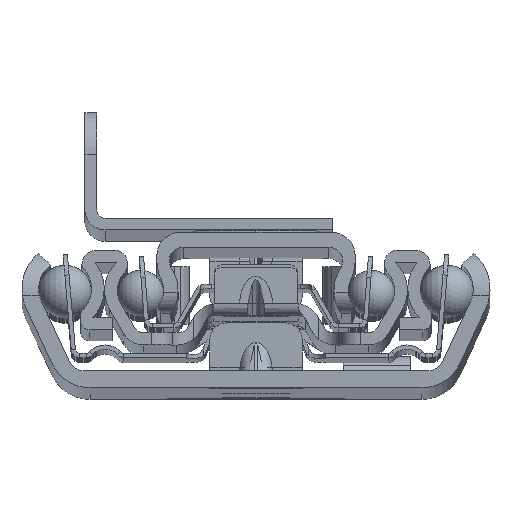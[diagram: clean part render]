
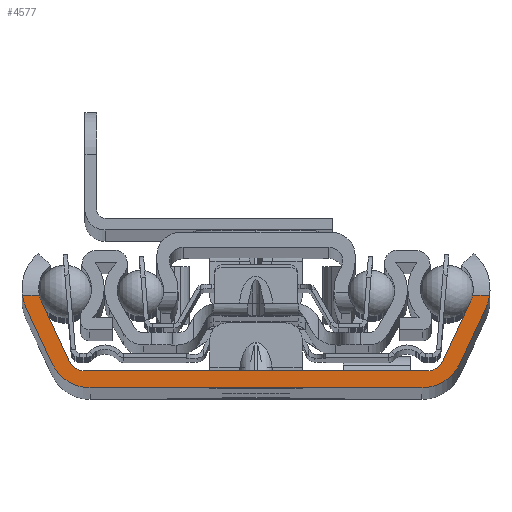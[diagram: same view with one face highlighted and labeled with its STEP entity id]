
A CAD part, top view. The second image highlights one B-rep face of the part: STEP entity #4577.
In plain terms, the highlighted planar face has unit normal (0, 0, 1).
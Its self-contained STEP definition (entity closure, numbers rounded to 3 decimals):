
#36=DIRECTION('',(1.,0.,0.));
#37=VECTOR('',#36,2.024);
#38=CARTESIAN_POINT('',(-27.841,11.,0.));
#39=LINE('',#38,#37);
#40=CARTESIAN_POINT('',(-22.41,11.8,0.));
#41=DIRECTION('',(0.,0.,-1.));
#42=DIRECTION('',(-0.906,-0.423,0.));
#43=AXIS2_PLACEMENT_3D('',#40,#41,#42);
#45=DIRECTION('',(-0.423,0.906,0.));
#46=VECTOR('',#45,7.907);
#47=CARTESIAN_POINT('',(-22.24,3.155,0.));
#48=LINE('',#47,#46);
#49=CARTESIAN_POINT('',(-20.428,4.,0.));
#50=DIRECTION('',(0.,0.,-1.));
#51=DIRECTION('',(0.,-1.,0.));
#52=AXIS2_PLACEMENT_3D('',#49,#50,#51);
#54=DIRECTION('',(-1.,0.,0.));
#55=VECTOR('',#54,40.856);
#56=CARTESIAN_POINT('',(20.428,2.,0.));
#57=LINE('',#56,#55);
#58=CARTESIAN_POINT('',(20.428,4.,0.));
#59=DIRECTION('',(0.,0.,-1.));
#60=DIRECTION('',(0.906,-0.423,0.));
#61=AXIS2_PLACEMENT_3D('',#58,#59,#60);
#63=DIRECTION('',(-0.423,-0.906,0.));
#64=VECTOR('',#63,7.907);
#65=CARTESIAN_POINT('',(25.582,10.321,0.));
#66=LINE('',#65,#64);
#67=CARTESIAN_POINT('',(22.41,11.8,0.));
#68=DIRECTION('',(0.,0.,-1.));
#69=DIRECTION('',(0.974,-0.229,0.));
#70=AXIS2_PLACEMENT_3D('',#67,#68,#69);
#72=DIRECTION('',(1.,0.,0.));
#73=VECTOR('',#72,2.024);
#74=CARTESIAN_POINT('',(25.817,11.,0.));
#75=LINE('',#74,#73);
#76=CARTESIAN_POINT('',(22.41,11.8,0.));
#77=DIRECTION('',(0.,0.,1.));
#78=DIRECTION('',(0.906,-0.423,0.));
#79=AXIS2_PLACEMENT_3D('',#76,#77,#78);
#81=DIRECTION('',(0.423,0.906,0.));
#82=VECTOR('',#81,7.274);
#83=CARTESIAN_POINT('',(24.311,2.887,0.));
#84=LINE('',#83,#82);
#85=CARTESIAN_POINT('',(19.78,5.,0.));
#86=DIRECTION('',(0.,0.,1.));
#87=DIRECTION('',(0.,-1.,0.));
#88=AXIS2_PLACEMENT_3D('',#85,#86,#87);
#90=DIRECTION('',(1.,0.,0.));
#91=VECTOR('',#90,39.56);
#92=CARTESIAN_POINT('',(-19.78,0.,0.));
#93=LINE('',#92,#91);
#94=CARTESIAN_POINT('',(-19.78,5.,0.));
#95=DIRECTION('',(0.,0.,1.));
#96=DIRECTION('',(-0.906,-0.423,0.));
#97=AXIS2_PLACEMENT_3D('',#94,#95,#96);
#99=DIRECTION('',(0.423,-0.906,0.));
#100=VECTOR('',#99,7.274);
#101=CARTESIAN_POINT('',(-27.386,9.48,0.));
#102=LINE('',#101,#100);
#103=CARTESIAN_POINT('',(-22.41,11.8,0.));
#104=DIRECTION('',(0.,0.,1.));
#105=DIRECTION('',(-0.989,-0.146,0.));
#106=AXIS2_PLACEMENT_3D('',#103,#104,#105);
#3824=CARTESIAN_POINT('',(-20.428,2.,0.));
#3825=CARTESIAN_POINT('',(-22.24,3.155,0.));
#3826=VERTEX_POINT('',#3824);
#3827=VERTEX_POINT('',#3825);
#3828=CARTESIAN_POINT('',(-25.582,10.321,0.));
#3829=VERTEX_POINT('',#3828);
#3830=CARTESIAN_POINT('',(-27.386,9.48,0.));
#3831=CARTESIAN_POINT('',(-24.311,2.887,0.));
#3832=VERTEX_POINT('',#3830);
#3833=VERTEX_POINT('',#3831);
#3834=CARTESIAN_POINT('',(-19.78,0.,0.));
#3835=VERTEX_POINT('',#3834);
#3836=CARTESIAN_POINT('',(19.78,0.,0.));
#3837=VERTEX_POINT('',#3836);
#3838=CARTESIAN_POINT('',(24.311,2.887,0.));
#3839=VERTEX_POINT('',#3838);
#3840=CARTESIAN_POINT('',(27.386,9.48,0.));
#3841=VERTEX_POINT('',#3840);
#3842=CARTESIAN_POINT('',(25.582,10.321,0.));
#3843=CARTESIAN_POINT('',(22.24,3.155,0.));
#3844=VERTEX_POINT('',#3842);
#3845=VERTEX_POINT('',#3843);
#3846=CARTESIAN_POINT('',(20.428,2.,0.));
#3847=VERTEX_POINT('',#3846);
#4064=CARTESIAN_POINT('',(-27.841,11.,0.));
#4065=CARTESIAN_POINT('',(-25.817,11.,0.));
#4066=VERTEX_POINT('',#4064);
#4067=VERTEX_POINT('',#4065);
#4068=CARTESIAN_POINT('',(25.817,11.,0.));
#4069=CARTESIAN_POINT('',(27.841,11.,0.));
#4070=VERTEX_POINT('',#4068);
#4071=VERTEX_POINT('',#4069);
#4538=CARTESIAN_POINT('',(0.,0.,0.));
#4539=DIRECTION('',(0.,0.,1.));
#4540=DIRECTION('',(1.,0.,0.));
#4541=AXIS2_PLACEMENT_3D('',#4538,#4539,#4540);
#4542=PLANE('',#4541);
#4544=ORIENTED_EDGE('',*,*,#4543,.T.);
#4546=ORIENTED_EDGE('',*,*,#4545,.F.);
#4548=ORIENTED_EDGE('',*,*,#4547,.F.);
#4550=ORIENTED_EDGE('',*,*,#4549,.F.);
#4552=ORIENTED_EDGE('',*,*,#4551,.F.);
#4554=ORIENTED_EDGE('',*,*,#4553,.F.);
#4556=ORIENTED_EDGE('',*,*,#4555,.F.);
#4558=ORIENTED_EDGE('',*,*,#4557,.F.);
#4560=ORIENTED_EDGE('',*,*,#4559,.T.);
#4562=ORIENTED_EDGE('',*,*,#4561,.F.);
#4564=ORIENTED_EDGE('',*,*,#4563,.F.);
#4566=ORIENTED_EDGE('',*,*,#4565,.F.);
#4568=ORIENTED_EDGE('',*,*,#4567,.F.);
#4570=ORIENTED_EDGE('',*,*,#4569,.F.);
#4572=ORIENTED_EDGE('',*,*,#4571,.F.);
#4574=ORIENTED_EDGE('',*,*,#4573,.F.);
#4575=EDGE_LOOP('',(#4544,#4546,#4548,#4550,#4552,#4554,#4556,#4558,#4560,#4562,
#4564,#4566,#4568,#4570,#4572,#4574));
#4576=FACE_OUTER_BOUND('',#4575,.F.);
#4577=ADVANCED_FACE('',(#4576),#4542,.T.);
#44=CIRCLE('',#43,3.5);
#53=CIRCLE('',#52,2.);
#62=CIRCLE('',#61,2.);
#71=CIRCLE('',#70,3.5);
#80=CIRCLE('',#79,5.49);
#89=CIRCLE('',#88,5.);
#98=CIRCLE('',#97,5.);
#107=CIRCLE('',#106,5.49);
#4543=EDGE_CURVE('',#4066,#4067,#39,.T.);
#4545=EDGE_CURVE('',#3829,#4067,#44,.T.);
#4547=EDGE_CURVE('',#3827,#3829,#48,.T.);
#4549=EDGE_CURVE('',#3826,#3827,#53,.T.);
#4551=EDGE_CURVE('',#3847,#3826,#57,.T.);
#4553=EDGE_CURVE('',#3845,#3847,#62,.T.);
#4555=EDGE_CURVE('',#3844,#3845,#66,.T.);
#4557=EDGE_CURVE('',#4070,#3844,#71,.T.);
#4559=EDGE_CURVE('',#4070,#4071,#75,.T.);
#4561=EDGE_CURVE('',#3841,#4071,#80,.T.);
#4563=EDGE_CURVE('',#3839,#3841,#84,.T.);
#4565=EDGE_CURVE('',#3837,#3839,#89,.T.);
#4567=EDGE_CURVE('',#3835,#3837,#93,.T.);
#4569=EDGE_CURVE('',#3833,#3835,#98,.T.);
#4571=EDGE_CURVE('',#3832,#3833,#102,.T.);
#4573=EDGE_CURVE('',#4066,#3832,#107,.T.);
